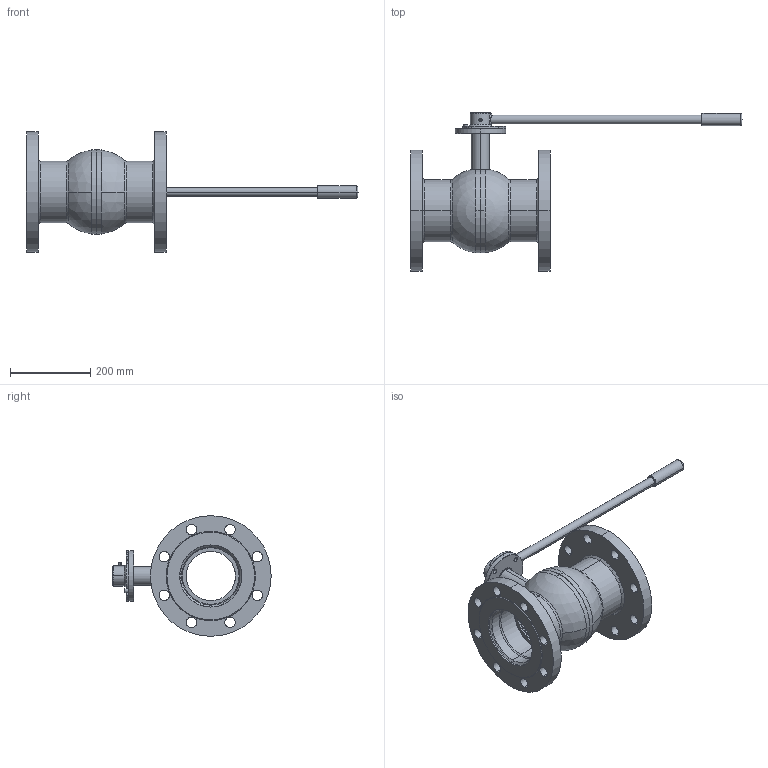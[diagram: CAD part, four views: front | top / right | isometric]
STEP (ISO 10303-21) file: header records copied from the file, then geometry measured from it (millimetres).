
FILE_DESCRIPTION (( 'STEP AP214' ), '1' );
FILE_NAME ('8500425150 010.step', '2025-05-29T08:14:28', ( '' ), ( '' ), 'SwSTEP 2.0', 'SolidWorks 2023', '' );
FILE_SCHEMA (( 'AUTOMOTIVE_DESIGN' ));
Length unit declared in the file: millimetre
Products named in the file (1): 8500425150 010
Bounding box: 825.1 x 393.28 x 300 mm (x, y, z)
Surface area: 721589.6 mm2 (no closed solid volume)
Topology: 0 solids, 46 shells, 253 faces, 1077 edges, 847 vertices
Faces by surface type: cylinder 130, cone 62, plane 32, torus 20, sphere 6, bspline 3
Entity records: 14083 total; most frequent: CARTESIAN_POINT 5594, DIRECTION 1765, ORIENTED_EDGE 1559, EDGE_CURVE 1077, VERTEX_POINT 847, AXIS2_PLACEMENT_3D 718, CIRCLE 467, VECTOR 329
